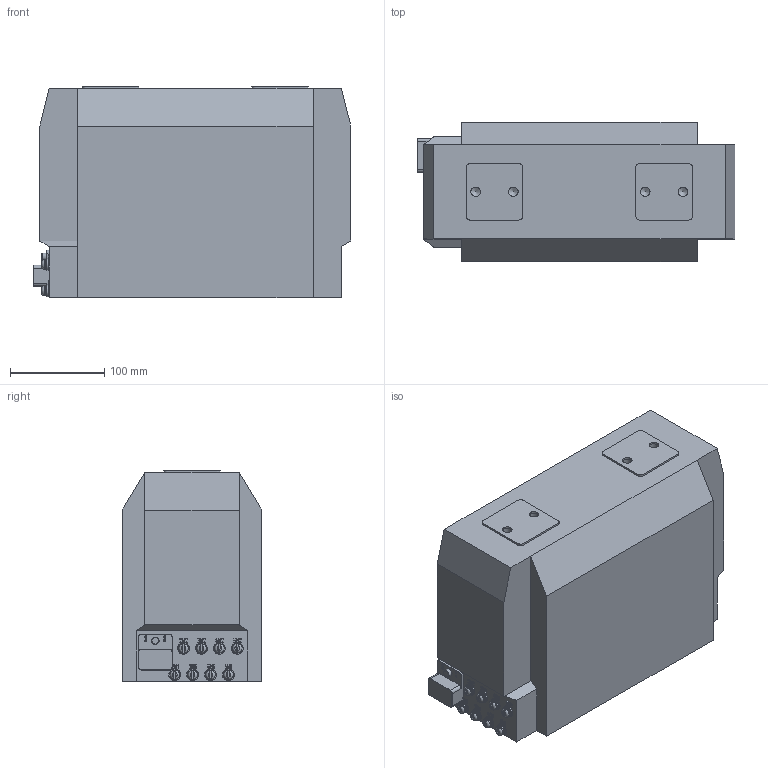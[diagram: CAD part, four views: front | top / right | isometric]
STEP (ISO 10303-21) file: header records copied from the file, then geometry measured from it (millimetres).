
FILE_DESCRIPTION(('STEP AP214'), '1');
FILE_NAME('ÒËÎ-10 Ì3 AC 5îáì.', '', ('UNSPECIFIED'), ('UNSPECIFIED'), 'ASCON STEP Converter 1.6', 'ASCON Math Kernel', '');
FILE_SCHEMA(('AUTOMOTIVE_DESIGN { 1 0 10303 214 3 1 1}'));
Length unit declared in the file: millimetre
Products named in the file (8):  X2 0422041B041E X0 -10  X2 041C X0 3; Âòóëêà êðåïåæ Ì12; Âòóëêà Ì5 ïîä êðûøêó; Âòóëêà Ì6 âòîðè÷êà
Assembly tree (28 placements, depth 2):
  (unnamed)
     X2 0422041B041E X0 -10  X2 041C X0 3
    Âòóëêà êðåïåæ Ì12  x4
    Âòóëêà Ì5 ïîä êðûøêó
    Âòóëêà Ì6 âòîðè÷êà  x10
    (unnamed)
    (unnamed)
    (unnamed)  x10
Bounding box: 337 x 148 x 224 mm (x, y, z)
Volume: 9638142.4 mm3; surface area: 340466.6 mm2
Topology: 48 solids, 54 shells, 2162 faces, 5668 edges, 3694 vertices
Faces by surface type: cylinder 1042, plane 870, cone 126, torus 102, bspline 22
Full cylindrical faces by diameter (mm): 2 x4, 4 x20, 4.134 x1, 4.2 x1, 4.917 x10, 5 x11, 5.5 x1, 6 x11, 7 x10, 8 x23, 9 x4, 10 x50, 10.106 x8, 10.2 x4, 12.5 x10, 13 x4, 15 x8, 17 x16
Entity records: 84264 total; most frequent: CARTESIAN_POINT 23469, DIRECTION 9968, ORIENTED_EDGE 9350, EDGE_CURVE 4675, AXIS2_PLACEMENT_3D 3647, VERTEX_POINT 3187, LINE 2674, VECTOR 2674
